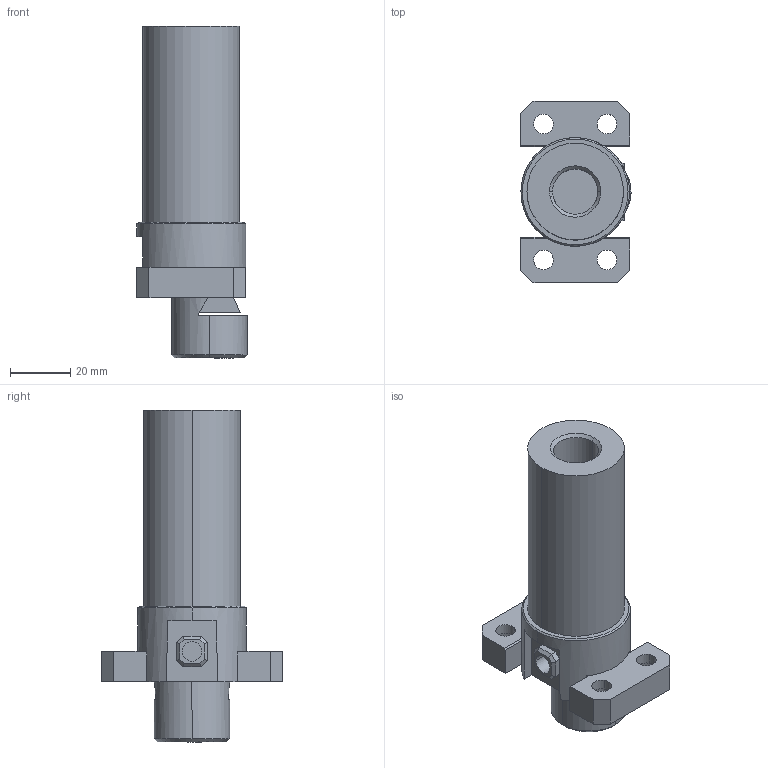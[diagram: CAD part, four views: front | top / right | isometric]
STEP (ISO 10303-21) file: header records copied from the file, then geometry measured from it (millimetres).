
FILE_DESCRIPTION(('CATIA V5 STEP Exchange'),'2;1');
FILE_NAME('SCR01_3D-01.stp','2025-09-15T05:20:56+00:00',('none'),('none'),'CATIA Version 5 Release 20 GA (IN-10)','CATIA V5 STEP AP214','none');
FILE_SCHEMA(('AUTOMOTIVE_DESIGN { 1 0 10303 214 1 1 1 1 }'));
Length unit declared in the file: millimetre
Products named in the file (1): SCR01_01
Bounding box: 36.5 x 60 x 110 mm (x, y, z)
Volume: 81184.2 mm3; surface area: 23227 mm2
Topology: 4 solids, 4 shells, 113 faces, 266 edges, 173 vertices
Faces by surface type: plane 68, cylinder 36, cone 9
Entity records: 3547 total; most frequent: CARTESIAN_POINT 975, ORIENTED_EDGE 532, DIRECTION 448, EDGE_CURVE 266, AXIS2_PLACEMENT_3D 177, VERTEX_POINT 173, VECTOR 164, LINE 164
